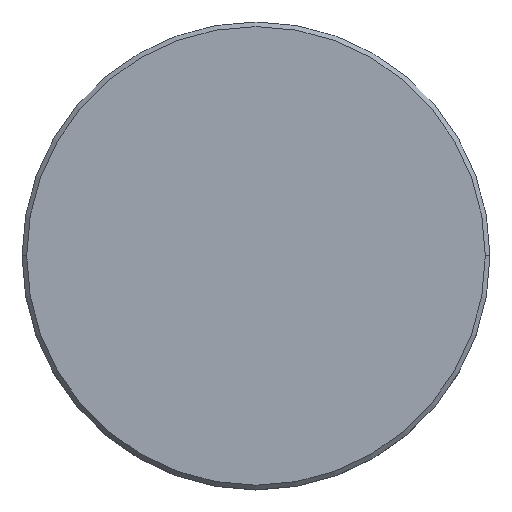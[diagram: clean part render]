
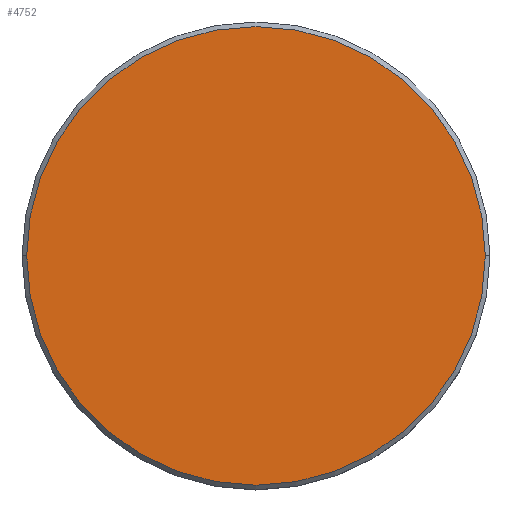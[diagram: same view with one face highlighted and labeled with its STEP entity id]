
A CAD part, top view. The second image highlights one B-rep face of the part: STEP entity #4752.
In plain terms, the highlighted planar face has unit normal (0, 0, 1).
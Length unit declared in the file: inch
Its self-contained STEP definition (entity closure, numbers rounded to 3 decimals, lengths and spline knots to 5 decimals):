
#4695 = EDGE_CURVE ( 'NONE', #4704, #4709, #11161, .T. ) ;
#4696 = ORIENTED_EDGE ( 'NONE', *, *, #4708, .T. ) ;
#4704 = VERTEX_POINT ( 'NONE', #11272 ) ;
#4708 = EDGE_CURVE ( 'NONE', #4709, #4704, #11271, .T. ) ;
#4709 = VERTEX_POINT ( 'NONE', #11266 ) ;
#4752 = ADVANCED_FACE ( 'NONE', ( #11360 ), #11415, .T. ) ;
#4753 = ORIENTED_EDGE ( 'NONE', *, *, #4695, .T. ) ;
#4762 = EDGE_LOOP ( 'NONE', ( #4753, #4696 ) ) ;
#11158 = DIRECTION ( 'NONE',  ( 1., 0., 0. ) ) ;
#11159 = DIRECTION ( 'NONE',  ( 0., 0., 1. ) ) ;
#11160 = AXIS2_PLACEMENT_3D ( 'NONE', #11309, #11159, #11158 ) ;
#11161 = CIRCLE ( 'NONE', #11160, 0.49016 ) ;
#11266 = CARTESIAN_POINT ( 'NONE',  ( 0.49016, 0., 0.11811 ) ) ;
#11267 = DIRECTION ( 'NONE',  ( 1., 0., 0. ) ) ;
#11268 = DIRECTION ( 'NONE',  ( 0., 0., 1. ) ) ;
#11269 = CARTESIAN_POINT ( 'NONE',  ( 0., 0., 0.11811 ) ) ;
#11270 = AXIS2_PLACEMENT_3D ( 'NONE', #11269, #11268, #11267 ) ;
#11271 = CIRCLE ( 'NONE', #11270, 0.49016 ) ;
#11272 = CARTESIAN_POINT ( 'NONE',  ( -0.49016, 0., 0.11811 ) ) ;
#11309 = CARTESIAN_POINT ( 'NONE',  ( 0., 0., 0.11811 ) ) ;
#11360 = FACE_OUTER_BOUND ( 'NONE', #4762, .T. ) ;
#11411 = DIRECTION ( 'NONE',  ( 1., 0., 0. ) ) ;
#11412 = DIRECTION ( 'NONE',  ( 0., 0., 1. ) ) ;
#11413 = CARTESIAN_POINT ( 'NONE',  ( 0., 0., 0.11811 ) ) ;
#11414 = AXIS2_PLACEMENT_3D ( 'NONE', #11413, #11412, #11411 ) ;
#11415 = PLANE ( 'NONE',  #11414 ) ;
